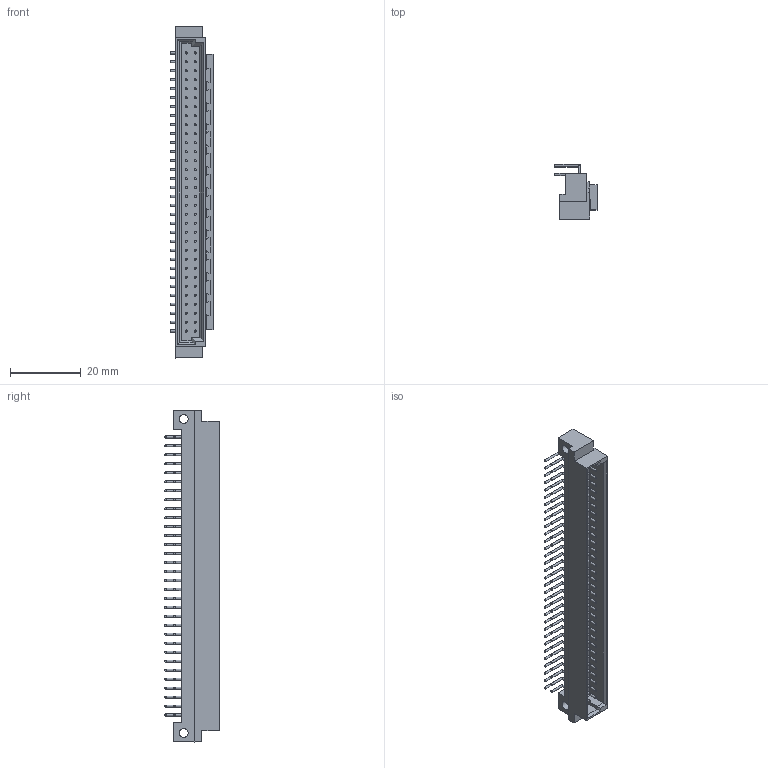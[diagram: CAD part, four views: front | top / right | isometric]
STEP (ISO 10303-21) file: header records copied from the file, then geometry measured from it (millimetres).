
FILE_DESCRIPTION(/* description */ (''),/* implementation_level */ '2;1');
FILE_NAME(/* name */ '100083085ugm000_b.stp',/* time_stamp */ '2015-09-02T07:28:00+02:00',/* author */ (''),/* organization */ (''),/* preprocessor_version */ 'ST-DEVELOPER v15',/* originating_system */ 'SIEMENS PLM Software NX 8.5',/* authorisation */ '');
FILE_SCHEMA (('AUTOMOTIVE_DESIGN { 1 0 10303 214 3 1 1 1 }'));
Length unit declared in the file: millimetre
Products named in the file (1): 100083085ugm000_b
Bounding box: 11.93 x 15.48 x 94 mm (x, y, z)
Volume: 5322.4 mm3; surface area: 7792.3 mm2
Topology: 1 solids, 1 shells, 572 faces, 1355 edges, 831 vertices
Faces by surface type: plane 314, cylinder 194, sphere 64
Full cylindrical faces by diameter (mm): 0.6 x192, 2.5 x2
Entity records: 18089 total; most frequent: CARTESIAN_POINT 3241, DIRECTION 2505, ORIENTED_EDGE 2036, EDGE_CURVE 1018, AXIS2_PLACEMENT_3D 961, EDGE_LOOP 912, VERTEX_POINT 760, LINE 583
